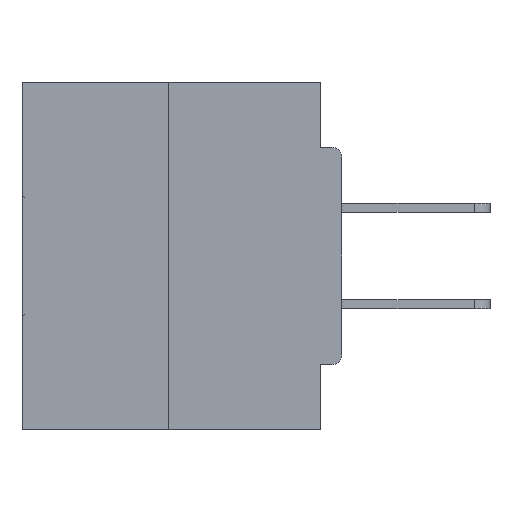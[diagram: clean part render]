
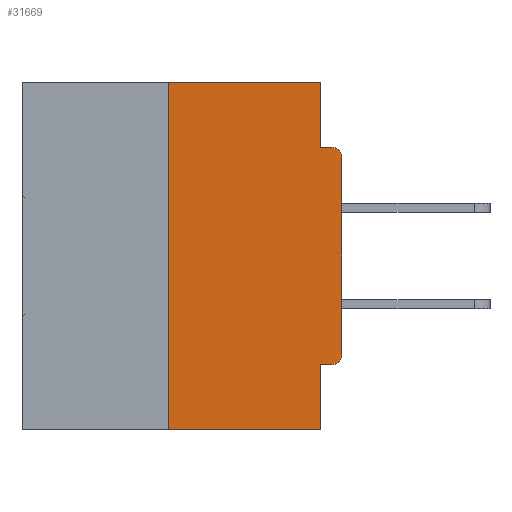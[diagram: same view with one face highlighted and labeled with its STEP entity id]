
A CAD part, left-side view. The second image highlights one B-rep face of the part: STEP entity #31669.
In plain terms, the highlighted planar face has unit normal (-1, 0, 0).
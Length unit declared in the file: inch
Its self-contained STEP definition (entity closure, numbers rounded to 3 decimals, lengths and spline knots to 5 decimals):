
#1948 = LINE ( 'NONE', #37416, #2950 ) ;
#2136 = DIRECTION ( 'NONE',  ( 0., 0., 1. ) ) ;
#2182 = CARTESIAN_POINT ( 'NONE',  ( 0., 0.46, 0. ) ) ;
#2490 = CARTESIAN_POINT ( 'NONE',  ( 0., 0.015, -0.0935 ) ) ;
#2950 = VECTOR ( 'NONE', #11896, 39.37008 ) ;
#2975 = ORIENTED_EDGE ( 'NONE', *, *, #38660, .T. ) ;
#4835 = CARTESIAN_POINT ( 'NONE',  ( 0., 0.031, -0.5 ) ) ;
#6293 = ORIENTED_EDGE ( 'NONE', *, *, #36511, .F. ) ;
#7240 = VECTOR ( 'NONE', #36030, 39.37008 ) ;
#7777 = CARTESIAN_POINT ( 'NONE',  ( 0., 0., -0.4065 ) ) ;
#7902 = ORIENTED_EDGE ( 'NONE', *, *, #26864, .T. ) ;
#9013 = AXIS2_PLACEMENT_3D ( 'NONE', #23093, #32227, #19719 ) ;
#9220 = LINE ( 'NONE', #22524, #7240 ) ;
#9263 = LINE ( 'NONE', #39745, #32437 ) ;
#9386 = DIRECTION ( 'NONE',  ( -1., 0., 0. ) ) ;
#10028 = ORIENTED_EDGE ( 'NONE', *, *, #12625, .F. ) ;
#10167 = EDGE_CURVE ( 'NONE', #16980, #16468, #27689, .T. ) ;
#10562 = CARTESIAN_POINT ( 'NONE',  ( 0., 0.031, -0.4065 ) ) ;
#10840 = ORIENTED_EDGE ( 'NONE', *, *, #20773, .F. ) ;
#11498 = ORIENTED_EDGE ( 'NONE', *, *, #26233, .F. ) ;
#11801 = CARTESIAN_POINT ( 'NONE',  ( 0., 0.25, 0. ) ) ;
#11896 = DIRECTION ( 'NONE',  ( 0., -1., 0. ) ) ;
#12496 = LINE ( 'NONE', #4835, #28616 ) ;
#12625 = EDGE_CURVE ( 'NONE', #29760, #39985, #20234, .T. ) ;
#12790 = CARTESIAN_POINT ( 'NONE',  ( 0., 0.015, -0.1085 ) ) ;
#12924 = DIRECTION ( 'NONE',  ( 0., 0., -1. ) ) ;
#13428 = CARTESIAN_POINT ( 'NONE',  ( 0., 0.25, -0.5 ) ) ;
#13857 = DIRECTION ( 'NONE',  ( 0., 1., 0. ) ) ;
#14777 = CARTESIAN_POINT ( 'NONE',  ( 0., 0.031, -0.5 ) ) ;
#15415 = ORIENTED_EDGE ( 'NONE', *, *, #34180, .T. ) ;
#15618 = ORIENTED_EDGE ( 'NONE', *, *, #10167, .F. ) ;
#16468 = VERTEX_POINT ( 'NONE', #25520 ) ;
#16980 = VERTEX_POINT ( 'NONE', #31406 ) ;
#18212 = PLANE ( 'NONE',  #39913 ) ;
#19719 = DIRECTION ( 'NONE',  ( 0., 0., -1. ) ) ;
#19981 = VERTEX_POINT ( 'NONE', #13428 ) ;
#20059 = AXIS2_PLACEMENT_3D ( 'NONE', #12790, #9386, #12924 ) ;
#20069 = LINE ( 'NONE', #11801, #27602 ) ;
#20234 = LINE ( 'NONE', #7777, #33326 ) ;
#20297 = CARTESIAN_POINT ( 'NONE',  ( 0., 0., -0.1085 ) ) ;
#20332 = CARTESIAN_POINT ( 'NONE',  ( 0., 0.031, -0.0935 ) ) ;
#20773 = EDGE_CURVE ( 'NONE', #41162, #31277, #9263, .T. ) ;
#21131 = EDGE_CURVE ( 'NONE', #16468, #41162, #9220, .T. ) ;
#21427 = DIRECTION ( 'NONE',  ( 0., 0., -1. ) ) ;
#21630 = VECTOR ( 'NONE', #28595, 39.37008 ) ;
#21697 = VERTEX_POINT ( 'NONE', #14777 ) ;
#21852 = CIRCLE ( 'NONE', #20059, 0.015 ) ;
#22524 = CARTESIAN_POINT ( 'NONE',  ( 0., 0.031, 0. ) ) ;
#23093 = CARTESIAN_POINT ( 'NONE',  ( 0., 0.015, -0.3915 ) ) ;
#23719 = VERTEX_POINT ( 'NONE', #29902 ) ;
#23814 = ORIENTED_EDGE ( 'NONE', *, *, #23869, .T. ) ;
#23869 = EDGE_CURVE ( 'NONE', #23719, #24943, #40763, .T. ) ;
#24943 = VERTEX_POINT ( 'NONE', #20297 ) ;
#25520 = CARTESIAN_POINT ( 'NONE',  ( 0., 0.031, 0. ) ) ;
#26233 = EDGE_CURVE ( 'NONE', #19981, #16980, #20069, .T. ) ;
#26864 = EDGE_CURVE ( 'NONE', #19981, #21697, #1948, .T. ) ;
#27501 = ORIENTED_EDGE ( 'NONE', *, *, #21131, .F. ) ;
#27602 = VECTOR ( 'NONE', #2136, 39.37008 ) ;
#27689 = LINE ( 'NONE', #2182, #21630 ) ;
#28036 = DIRECTION ( 'NONE',  ( 0., 0., -1. ) ) ;
#28160 = VECTOR ( 'NONE', #38059, 39.37008 ) ;
#28595 = DIRECTION ( 'NONE',  ( 0., -1., 0. ) ) ;
#28616 = VECTOR ( 'NONE', #21427, 39.37008 ) ;
#29760 = VERTEX_POINT ( 'NONE', #38993 ) ;
#29902 = CARTESIAN_POINT ( 'NONE',  ( 0., 0., -0.3915 ) ) ;
#30712 = DIRECTION ( 'NONE',  ( 1., 0., 0. ) ) ;
#31125 = CARTESIAN_POINT ( 'NONE',  ( 0., 0.46, 0. ) ) ;
#31277 = VERTEX_POINT ( 'NONE', #2490 ) ;
#31406 = CARTESIAN_POINT ( 'NONE',  ( 0., 0.25, 0. ) ) ;
#31669 = ADVANCED_FACE ( 'NONE', ( #35607 ), #18212, .F. ) ;
#32227 = DIRECTION ( 'NONE',  ( -1., 0., 0. ) ) ;
#32437 = VECTOR ( 'NONE', #36512, 39.37008 ) ;
#33326 = VECTOR ( 'NONE', #13857, 39.37008 ) ;
#34180 = EDGE_CURVE ( 'NONE', #24943, #31277, #21852, .T. ) ;
#34294 = CARTESIAN_POINT ( 'NONE',  ( 0., 0., 0. ) ) ;
#35607 = FACE_OUTER_BOUND ( 'NONE', #39320, .T. ) ;
#36030 = DIRECTION ( 'NONE',  ( 0., 0., -1. ) ) ;
#36511 = EDGE_CURVE ( 'NONE', #39985, #21697, #12496, .T. ) ;
#36512 = DIRECTION ( 'NONE',  ( 0., -1., 0. ) ) ;
#37416 = CARTESIAN_POINT ( 'NONE',  ( 0., 0.46, -0.5 ) ) ;
#38059 = DIRECTION ( 'NONE',  ( 0., 0., 1. ) ) ;
#38660 = EDGE_CURVE ( 'NONE', #29760, #23719, #41002, .T. ) ;
#38993 = CARTESIAN_POINT ( 'NONE',  ( 0., 0.015, -0.4065 ) ) ;
#39320 = EDGE_LOOP ( 'NONE', ( #15618, #11498, #7902, #6293, #10028, #2975, #23814, #15415, #10840, #27501 ) ) ;
#39745 = CARTESIAN_POINT ( 'NONE',  ( 0., 0., -0.0935 ) ) ;
#39913 = AXIS2_PLACEMENT_3D ( 'NONE', #31125, #30712, #28036 ) ;
#39985 = VERTEX_POINT ( 'NONE', #10562 ) ;
#40763 = LINE ( 'NONE', #34294, #28160 ) ;
#41002 = CIRCLE ( 'NONE', #9013, 0.015 ) ;
#41162 = VERTEX_POINT ( 'NONE', #20332 ) ;
